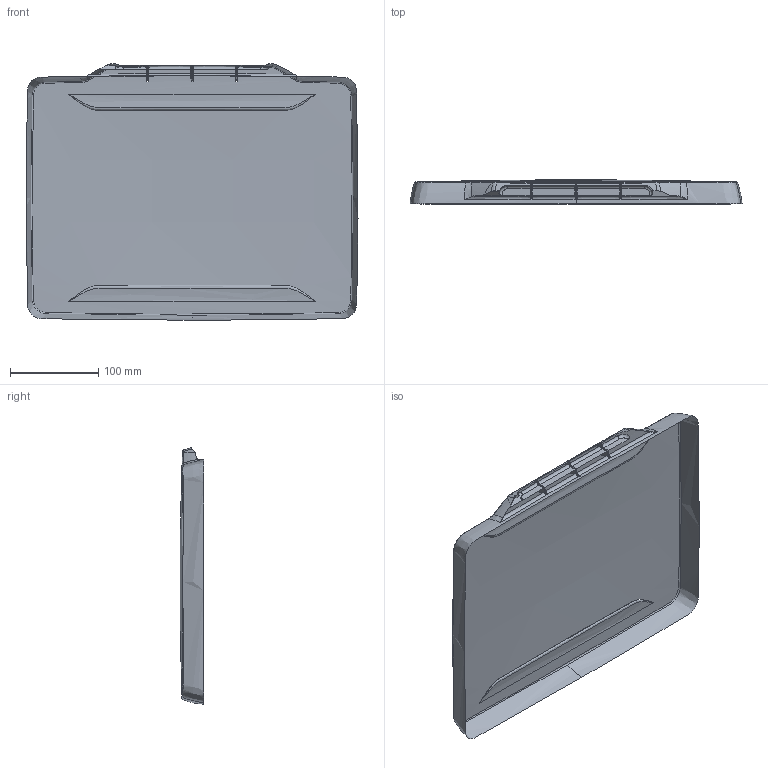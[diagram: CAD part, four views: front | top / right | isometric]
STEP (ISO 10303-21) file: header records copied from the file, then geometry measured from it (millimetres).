
FILE_DESCRIPTION (( 'STEP AP214' ), '1' );
FILE_NAME ('1081-932T-internal geometryCLR.STEP', '2015-02-25T12:02:35', ( 'pelican' ), ( '' ), 'SwSTEP 2.0', 'SolidWorks 2014', '' );
FILE_SCHEMA (( 'AUTOMOTIVE_DESIGN' ));
Length unit declared in the file: inch
Products named in the file (1): 1081-932T-internal geometryCLR
Bounding box: 376.59 x 27.04 x 290.87 mm (x, y, z)
Surface area: 132071.1 mm2 (no closed solid volume)
Topology: 0 solids, 6 shells, 56 faces, 259 edges, 204 vertices
Faces by surface type: bspline 51, cylinder 4, plane 1
Entity records: 14932 total; most frequent: CARTESIAN_POINT 12841, ORIENTED_EDGE 334, EDGE_CURVE 255, B_SPLINE_CURVE_WITH_KNOTS 227, VERTEX_POINT 204, EDGE_LOOP 58, DIMENSIONAL_EXPONENTS 58, UNCERTAINTY_MEASURE_WITH_UNIT 58
